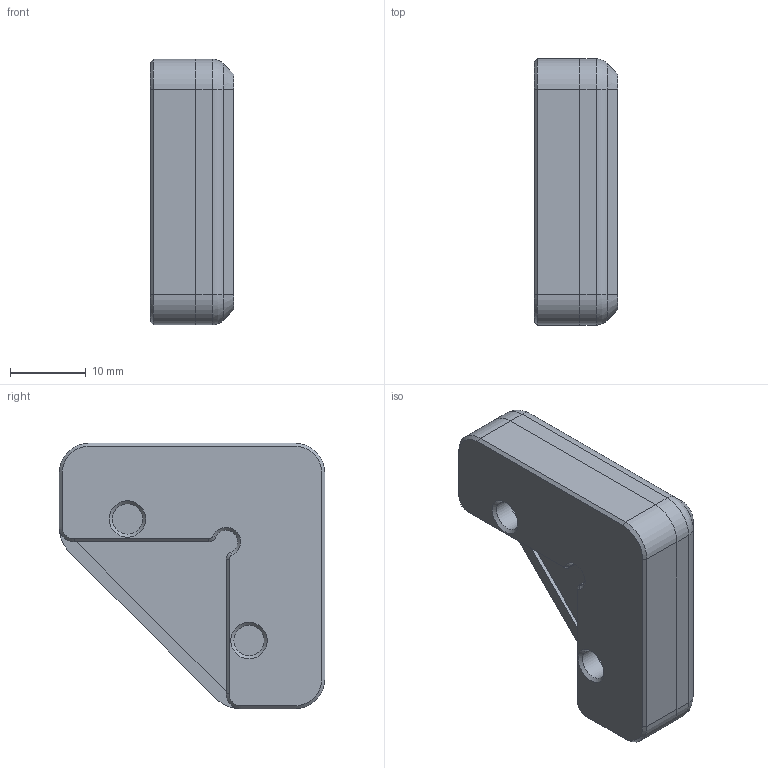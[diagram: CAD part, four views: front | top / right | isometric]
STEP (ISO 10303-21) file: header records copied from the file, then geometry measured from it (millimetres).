
FILE_DESCRIPTION(/* description */ (''),/* implementation_level */ '2;1');
FILE_NAME(/* name */ 'Magnetic_Panel_Corner_Clips_6mm.step',/* time_stamp */ '2022-09-25T12:53:12-06:00',/* author */ (''),/* organization */ (''),/* preprocessor_version */ 'ST-DEVELOPER v19',/* originating_system */ 'Autodesk Translation Framework v11.7.0.108',/* authorisation */ '');
FILE_SCHEMA (('AUTOMOTIVE_DESIGN { 1 0 10303 214 3 1 1 }'));
Length unit declared in the file: millimetre
Products named in the file (2): (Unsaved); Magnetic Corner Clip
Assembly tree (1 placements, depth 2):
  (Unsaved)
    Magnetic Corner Clip
Bounding box: 11 x 35 x 35 mm (x, y, z)
Volume: 5663.2 mm3; surface area: 5892.8 mm2
Topology: 2 solids, 2 shells, 127 faces, 306 edges, 192 vertices
Faces by surface type: cylinder 57, plane 50, cone 15, bspline 3, torus 2
Full cylindrical faces by diameter (mm): 4 x2, 6 x6
Entity records: 3785 total; most frequent: DIRECTION 694, CARTESIAN_POINT 652, ORIENTED_EDGE 612, EDGE_CURVE 306, AXIS2_PLACEMENT_3D 261, VERTEX_POINT 192, LINE 172, VECTOR 172
